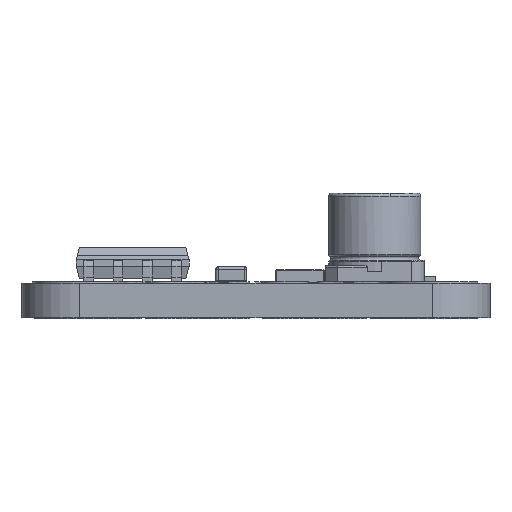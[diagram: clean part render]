
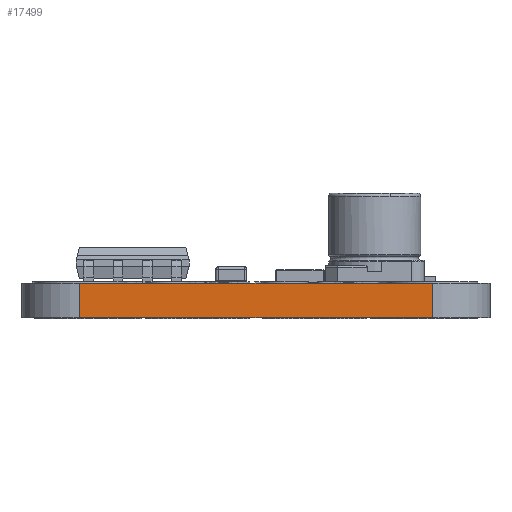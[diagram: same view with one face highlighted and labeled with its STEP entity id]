
A CAD part, front view. The second image highlights one B-rep face of the part: STEP entity #17499.
In plain terms, the highlighted planar face has unit normal (0, -1, 0).
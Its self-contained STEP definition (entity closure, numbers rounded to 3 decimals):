
#890=PLANE('',#18346);
#1660=FACE_OUTER_BOUND('',#2701,.T.);
#2701=EDGE_LOOP('',(#13910,#13911,#13912,#13913));
#3963=LINE('',#27838,#5508);
#3997=LINE('',#28069,#5542);
#4002=LINE('',#28079,#5547);
#4003=LINE('',#28081,#5548);
#5508=VECTOR('',#20236,15.32);
#5542=VECTOR('',#20528,15.32);
#5547=VECTOR('',#20541,1.5);
#5548=VECTOR('',#20544,1.5);
#7774=VERTEX_POINT('',#27835);
#7775=VERTEX_POINT('',#27837);
#7842=VERTEX_POINT('',#28066);
#7843=VERTEX_POINT('',#28068);
#9858=EDGE_CURVE('',#7775,#7774,#3963,.T.);
#9956=EDGE_CURVE('',#7843,#7842,#3997,.T.);
#9962=EDGE_CURVE('',#7775,#7842,#4002,.T.);
#9963=EDGE_CURVE('',#7774,#7843,#4003,.T.);
#13910=ORIENTED_EDGE('',*,*,#9858,.T.);
#13911=ORIENTED_EDGE('',*,*,#9963,.T.);
#13912=ORIENTED_EDGE('',*,*,#9956,.T.);
#13913=ORIENTED_EDGE('',*,*,#9962,.F.);
#17499=ADVANCED_FACE('',(#1660),#890,.T.);
#18346=AXIS2_PLACEMENT_3D('',#28080,#20542,#20543);
#20236=DIRECTION('',(-1.,0.,0.));
#20528=DIRECTION('',(1.,0.,0.));
#20541=DIRECTION('',(0.,0.,-1.));
#20542=DIRECTION('center_axis',(0.,-1.,0.));
#20543=DIRECTION('ref_axis',(0.,0.,-1.));
#20544=DIRECTION('',(0.,0.,-1.));
#27835=CARTESIAN_POINT('',(-7.66,-12.065,0.75));
#27837=CARTESIAN_POINT('',(7.66,-12.065,0.75));
#27838=CARTESIAN_POINT('',(7.66,-12.065,0.75));
#28066=CARTESIAN_POINT('',(7.66,-12.065,-0.75));
#28068=CARTESIAN_POINT('',(-7.66,-12.065,-0.75));
#28069=CARTESIAN_POINT('',(-7.66,-12.065,-0.75));
#28079=CARTESIAN_POINT('',(7.66,-12.065,0.75));
#28080=CARTESIAN_POINT('Origin',(7.66,-12.065,0.));
#28081=CARTESIAN_POINT('',(-7.66,-12.065,0.75));
